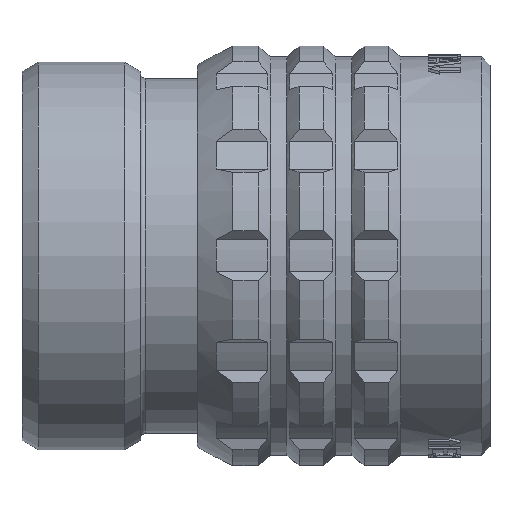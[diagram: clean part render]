
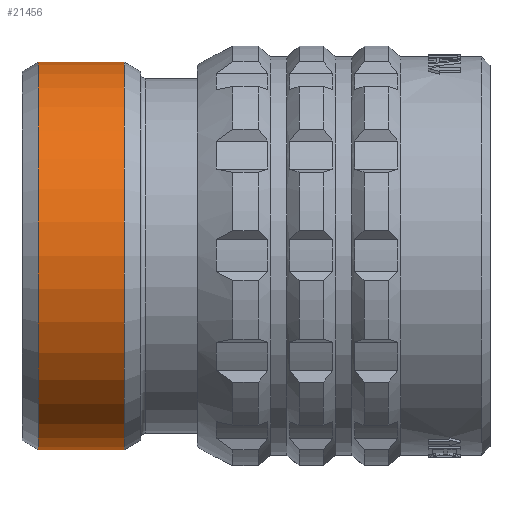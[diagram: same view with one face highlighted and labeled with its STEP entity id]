
A CAD part, top view. The second image highlights one B-rep face of the part: STEP entity #21456.
In plain terms, the highlighted cylindrical face has radius 11.925 mm (diameter 23.85 mm), a partial arc.
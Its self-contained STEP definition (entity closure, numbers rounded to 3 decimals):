
#3343=CARTESIAN_POINT('',(1.,0.,0.));
#3344=DIRECTION('',(1.,0.,0.));
#3345=DIRECTION('',(0.,1.,0.));
#3346=AXIS2_PLACEMENT_3D('',#3343,#3344,#3345);
#3348=CARTESIAN_POINT('',(6.3,0.,0.));
#3349=DIRECTION('',(1.,0.,0.));
#3350=DIRECTION('',(0.,1.,0.));
#3351=AXIS2_PLACEMENT_3D('',#3348,#3349,#3350);
#3353=DIRECTION('',(-1.,0.,0.));
#3354=VECTOR('',#3353,5.3);
#3355=CARTESIAN_POINT('',(6.3,11.925,0.));
#3356=LINE('1504',#3355,#3354);
#3357=DIRECTION('',(-1.,0.,0.));
#3358=VECTOR('',#3357,5.3);
#3359=CARTESIAN_POINT('',(6.3,-11.925,0.));
#3360=LINE('1510',#3359,#3358);
#16317=CARTESIAN_POINT('',(6.3,11.925,0.));
#16319=VERTEX_POINT('',#16317);
#16320=CARTESIAN_POINT('',(1.,11.925,0.));
#16321=VERTEX_POINT('',#16320);
#16329=CARTESIAN_POINT('',(6.3,-11.925,0.));
#16331=VERTEX_POINT('',#16329);
#16332=CARTESIAN_POINT('',(1.,-11.925,0.));
#16333=VERTEX_POINT('',#16332);
#21442=CARTESIAN_POINT('',(-1.44,0.,0.));
#21443=DIRECTION('',(1.,0.,0.));
#21444=DIRECTION('',(0.,-1.,0.));
#21445=AXIS2_PLACEMENT_3D('',#21442,#21443,#21444);
#21446=CYLINDRICAL_SURFACE('278',#21445,11.925);
#21448=ORIENTED_EDGE('1504',*,*,#21447,.F.);
#21450=ORIENTED_EDGE('1522',*,*,#21449,.T.);
#21452=ORIENTED_EDGE('1510',*,*,#21451,.T.);
#21453=ORIENTED_EDGE('1523',*,*,#21428,.F.);
#21454=EDGE_LOOP('278',(#21448,#21450,#21452,#21453));
#21455=FACE_OUTER_BOUND('278',#21454,.F.);
#3347=CIRCLE('1523',#3346,11.925);
#3352=CIRCLE('1522',#3351,11.925);
#21428=EDGE_CURVE('1523',#16321,#16333,#3347,.T.);
#21447=EDGE_CURVE('1504',#16319,#16321,#3356,.T.);
#21449=EDGE_CURVE('1522',#16319,#16331,#3352,.T.);
#21451=EDGE_CURVE('1510',#16331,#16333,#3360,.T.);
#21456=ADVANCED_FACE('278',(#21455),#21446,.T.);
